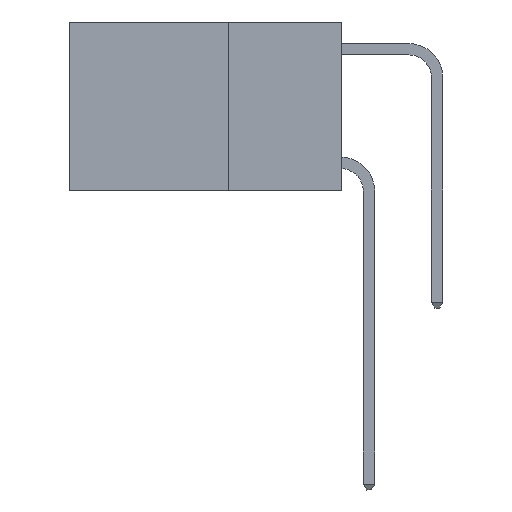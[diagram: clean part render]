
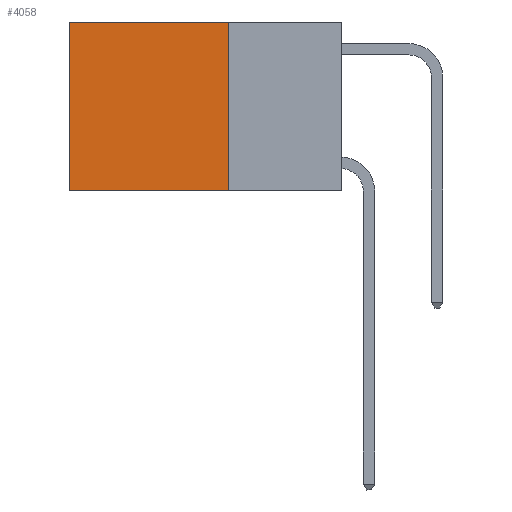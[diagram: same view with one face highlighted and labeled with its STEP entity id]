
A CAD part, left-side view. The second image highlights one B-rep face of the part: STEP entity #4058.
In plain terms, the highlighted planar face has unit normal (-1, 0, 0).
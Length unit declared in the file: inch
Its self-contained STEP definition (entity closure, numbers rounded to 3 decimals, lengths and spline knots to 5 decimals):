
#495 = VECTOR ( 'NONE', #7407, 39.37008 ) ;
#604 = EDGE_CURVE ( 'NONE', #10921, #868, #6335, .T. ) ;
#868 = VERTEX_POINT ( 'NONE', #8290 ) ;
#1748 = DIRECTION ( 'NONE',  ( 0., 1., 0. ) ) ;
#1997 = CARTESIAN_POINT ( 'NONE',  ( 0.2625, 0.25, -0.37 ) ) ;
#2291 = LINE ( 'NONE', #8912, #4235 ) ;
#2295 = EDGE_LOOP ( 'NONE', ( #11127, #7028, #3058, #7695 ) ) ;
#2878 = AXIS2_PLACEMENT_3D ( 'NONE', #8875, #9945, #10076 ) ;
#3058 = ORIENTED_EDGE ( 'NONE', *, *, #3107, .F. ) ;
#3107 = EDGE_CURVE ( 'NONE', #11942, #10921, #2291, .T. ) ;
#3811 = EDGE_CURVE ( 'NONE', #11942, #4305, #7523, .T. ) ;
#4058 = ADVANCED_FACE ( 'NONE', ( #4293 ), #11811, .F. ) ;
#4235 = VECTOR ( 'NONE', #5126, 39.37008 ) ;
#4293 = FACE_OUTER_BOUND ( 'NONE', #2295, .T. ) ;
#4305 = VERTEX_POINT ( 'NONE', #10638 ) ;
#4570 = LINE ( 'NONE', #11228, #495 ) ;
#4719 = EDGE_CURVE ( 'NONE', #4305, #868, #4570, .T. ) ;
#5126 = DIRECTION ( 'NONE',  ( 0., 0., -1. ) ) ;
#6335 = LINE ( 'NONE', #8188, #9922 ) ;
#7028 = ORIENTED_EDGE ( 'NONE', *, *, #604, .F. ) ;
#7407 = DIRECTION ( 'NONE',  ( 0., 0., -1. ) ) ;
#7523 = LINE ( 'NONE', #11692, #11585 ) ;
#7639 = DIRECTION ( 'NONE',  ( 0., 1., 0. ) ) ;
#7695 = ORIENTED_EDGE ( 'NONE', *, *, #3811, .T. ) ;
#8188 = CARTESIAN_POINT ( 'NONE',  ( 0.2625, 0.25, -0.37 ) ) ;
#8290 = CARTESIAN_POINT ( 'NONE',  ( 0.2625, 0.6, -0.37 ) ) ;
#8875 = CARTESIAN_POINT ( 'NONE',  ( 0.2625, 0.25, 0. ) ) ;
#8912 = CARTESIAN_POINT ( 'NONE',  ( 0.2625, 0.25, 0. ) ) ;
#9779 = CARTESIAN_POINT ( 'NONE',  ( 0.2625, 0.25, 0. ) ) ;
#9922 = VECTOR ( 'NONE', #1748, 39.37008 ) ;
#9945 = DIRECTION ( 'NONE',  ( 1., 0., 0. ) ) ;
#10076 = DIRECTION ( 'NONE',  ( 0., 0., -1. ) ) ;
#10638 = CARTESIAN_POINT ( 'NONE',  ( 0.2625, 0.6, 0. ) ) ;
#10921 = VERTEX_POINT ( 'NONE', #1997 ) ;
#11127 = ORIENTED_EDGE ( 'NONE', *, *, #4719, .T. ) ;
#11228 = CARTESIAN_POINT ( 'NONE',  ( 0.2625, 0.6, 0. ) ) ;
#11585 = VECTOR ( 'NONE', #7639, 39.37008 ) ;
#11692 = CARTESIAN_POINT ( 'NONE',  ( 0.2625, 0.25, 0. ) ) ;
#11811 = PLANE ( 'NONE',  #2878 ) ;
#11942 = VERTEX_POINT ( 'NONE', #9779 ) ;
